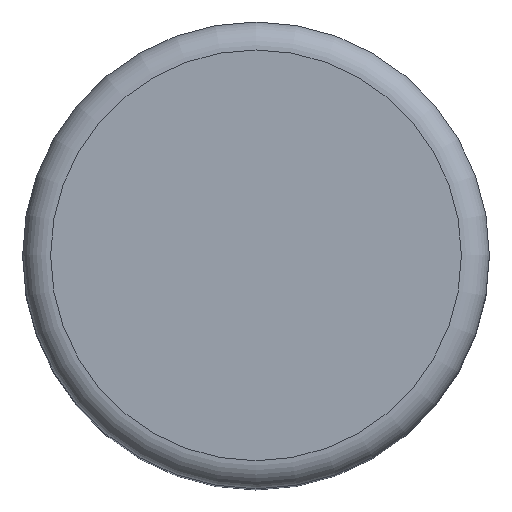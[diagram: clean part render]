
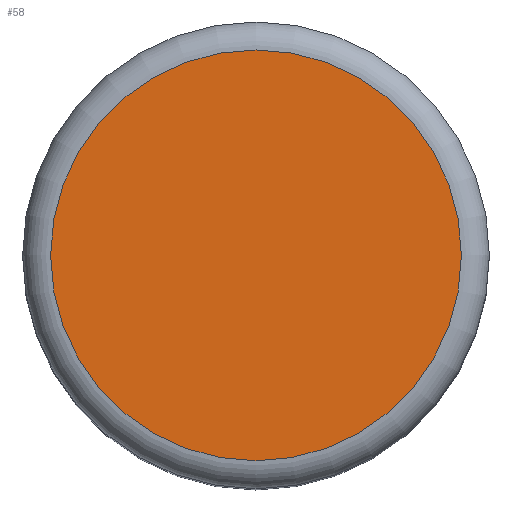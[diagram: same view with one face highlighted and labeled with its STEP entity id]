
A CAD part, top view. The second image highlights one B-rep face of the part: STEP entity #58.
In plain terms, the highlighted planar face has unit normal (0, 0, 1).
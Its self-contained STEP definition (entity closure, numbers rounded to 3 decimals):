
#58 = ADVANCED_FACE( '', ( #130 ), #131, .F. );
#130 = FACE_OUTER_BOUND( '', #224, .T. );
#131 = PLANE( '', #225 );
#224 = EDGE_LOOP( '', ( #324 ) );
#225 = AXIS2_PLACEMENT_3D( '', #325, #326, #327 );
#324 = ORIENTED_EDGE( '', *, *, #433, .T. );
#325 = CARTESIAN_POINT( '', ( 12.5, 0., 32.5 ) );
#326 = DIRECTION( '', ( 0., 0., -1. ) );
#327 = DIRECTION( '', ( -1., 0., 0. ) );
#433 = EDGE_CURVE( '', #485, #485, #486, .F. );
#485 = VERTEX_POINT( '', #547 );
#486 = CIRCLE( '', #548, 11. );
#547 = CARTESIAN_POINT( '', ( -11., 0., 32.5 ) );
#548 = AXIS2_PLACEMENT_3D( '', #611, #612, #613 );
#611 = CARTESIAN_POINT( '', ( 0., 0., 32.5 ) );
#612 = DIRECTION( '', ( 0., 0., -1. ) );
#613 = DIRECTION( '', ( -1., 0., 0. ) );
